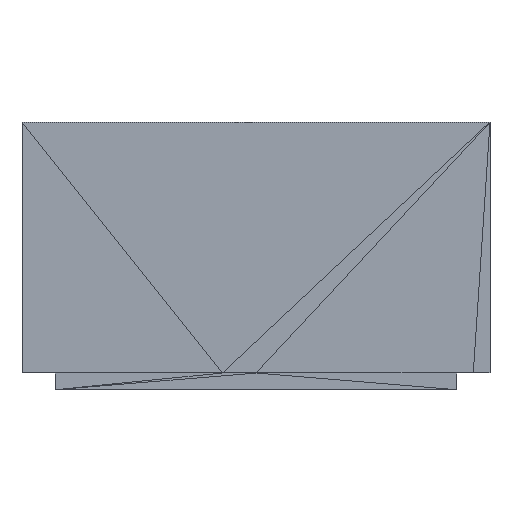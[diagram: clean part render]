
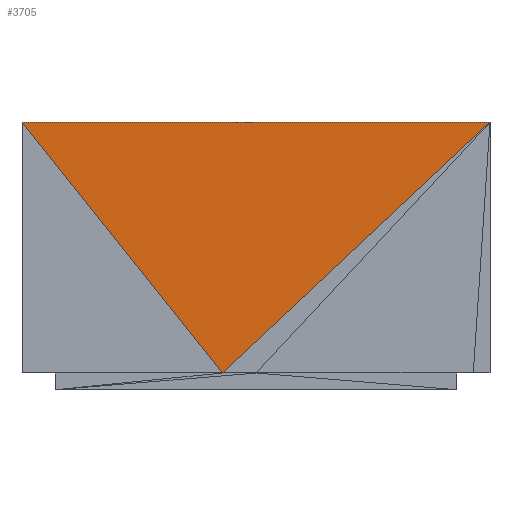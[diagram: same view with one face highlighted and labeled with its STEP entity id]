
A CAD part, left-side view. The second image highlights one B-rep face of the part: STEP entity #3705.
In plain terms, the highlighted planar face has unit normal (-1, 0, 0).
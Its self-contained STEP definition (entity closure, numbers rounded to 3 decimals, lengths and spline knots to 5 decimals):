
#62=DIRECTION('',(0.0,1.0,0.0));
#63=VECTOR('',#62,1000.0);
#732=CARTESIAN_POINT('',(-0.29,0.02026,0.0));
#733=VERTEX_POINT('',#732);
#740=CARTESIAN_POINT('',(-0.29,0.14,0.15));
#741=VERTEX_POINT('',#740);
#742=CARTESIAN_POINT('',(-0.29,-0.14,0.15));
#743=VERTEX_POINT('',#742);
#3526=DIRECTION('',(0.0,0.624,0.782));
#3527=VECTOR('',#3526,1000.0);
#3544=DIRECTION('',(0.0,-0.624,-0.782));
#3680=LINE('',#732,#3527);
#3681=EDGE_CURVE('',#733,#741,#3680,.T.);
#3691=DIRECTION('',(0.0,-0.73,0.683));
#3692=VECTOR('',#3691,1000.0);
#3693=LINE('',#732,#3692);
#3694=EDGE_CURVE('',#733,#743,#3693,.T.);
#3695=LINE('',#742,#63);
#3696=EDGE_CURVE('',#743,#741,#3695,.T.);
#3697=ORIENTED_EDGE('',*,*,#3681,.F.);
#3698=ORIENTED_EDGE('',*,*,#3694,.T.);
#3699=ORIENTED_EDGE('',*,*,#3696,.T.);
#3700=DIRECTION('',(-1.0,-0.0,0.0));
#3701=AXIS2_PLACEMENT_3D('',#740,#3700,#3544);
#3702=PLANE('',#3701);
#3703=EDGE_LOOP('',(#3697,#3698,#3699));
#3704=FACE_BOUND('',#3703,.T.);
#3705=ADVANCED_FACE('',(#3704),#3702,.T.);
